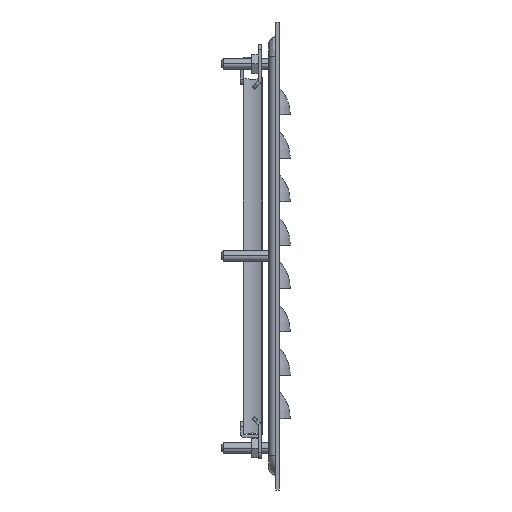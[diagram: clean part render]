
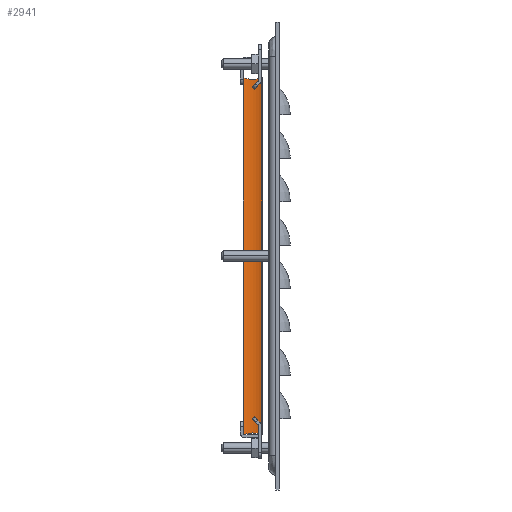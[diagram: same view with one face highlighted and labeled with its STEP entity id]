
A CAD part, left-side view. The second image highlights one B-rep face of the part: STEP entity #2941.
In plain terms, the highlighted cylindrical face has radius 11.906 mm (diameter 23.813 mm), a partial arc.
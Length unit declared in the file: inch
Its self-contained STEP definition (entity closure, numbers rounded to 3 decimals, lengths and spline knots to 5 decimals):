
#187 = FACE_OUTER_BOUND ( 'NONE', #19547, .T. ) ;
#232 = EDGE_CURVE ( 'NONE', #4413, #6350, #12191, .T. ) ;
#297 = CYLINDRICAL_SURFACE ( 'NONE', #14021, 0.46875 ) ;
#1073 =( BOUNDED_CURVE ( )  B_SPLINE_CURVE ( 3, ( #2218, #17382, #4089, #2433 ),
 .UNSPECIFIED., .F., .T. ) 
 B_SPLINE_CURVE_WITH_KNOTS ( ( 4, 4 ),
 ( 2.78189, 3.5013 ),
 .UNSPECIFIED. ) 
 CURVE ( )  GEOMETRIC_REPRESENTATION_ITEM ( )  RATIONAL_B_SPLINE_CURVE ( ( 1., 0.957, 0.957, 1. ) ) 
 REPRESENTATION_ITEM ( '' )  );
#2218 = CARTESIAN_POINT ( 'NONE',  ( -3., 0.332, 3.31 ) ) ;
#2433 = CARTESIAN_POINT ( 'NONE',  ( -3., 0.662, 3.31 ) ) ;
#2799 = ORIENTED_EDGE ( 'NONE', *, *, #17895, .F. ) ;
#2941 = ADVANCED_FACE ( 'NONE', ( #187 ), #297, .F. ) ;
#4089 = CARTESIAN_POINT ( 'NONE',  ( -2.95955, 0.55445, 3.26955 ) ) ;
#4239 = VECTOR ( 'NONE', #15396, 39.37008 ) ;
#4413 = VERTEX_POINT ( 'NONE', #12976 ) ;
#4828 = VECTOR ( 'NONE', #8112, 39.37008 ) ;
#6350 = VERTEX_POINT ( 'NONE', #15151 ) ;
#7108 = CARTESIAN_POINT ( 'NONE',  ( -2.95955, 0.43955, -3.27455 ) ) ;
#7688 = EDGE_CURVE ( 'NONE', #14288, #12952, #16804, .T. ) ;
#8112 = DIRECTION ( 'NONE',  ( 0., 0., -1. ) ) ;
#9290 = ORIENTED_EDGE ( 'NONE', *, *, #232, .T. ) ;
#9693 = CARTESIAN_POINT ( 'NONE',  ( -3., 0.332, 3.31 ) ) ;
#10810 = CARTESIAN_POINT ( 'NONE',  ( -3.43875, 0.497, -3.315 ) ) ;
#11294 = CARTESIAN_POINT ( 'NONE',  ( -3., 0.332, -3.315 ) ) ;
#11634 = CARTESIAN_POINT ( 'NONE',  ( -3., 0.332, -3.315 ) ) ;
#12191 = LINE ( 'NONE', #12298, #4239 ) ;
#12298 = CARTESIAN_POINT ( 'NONE',  ( -3., 0.662, -3.315 ) ) ;
#12952 = VERTEX_POINT ( 'NONE', #11294 ) ;
#12976 = CARTESIAN_POINT ( 'NONE',  ( -3., 0.662, 3.31 ) ) ;
#13812 = CARTESIAN_POINT ( 'NONE',  ( -3., 0.662, -3.315 ) ) ;
#14021 = AXIS2_PLACEMENT_3D ( 'NONE', #10810, #20544, #17191 ) ;
#14288 = VERTEX_POINT ( 'NONE', #9693 ) ;
#15151 = CARTESIAN_POINT ( 'NONE',  ( -3., 0.662, -3.315 ) ) ;
#15396 = DIRECTION ( 'NONE',  ( 0., 0., -1. ) ) ;
#16675 = CARTESIAN_POINT ( 'NONE',  ( -2.95955, 0.55445, -3.27455 ) ) ;
#16791 = CARTESIAN_POINT ( 'NONE',  ( -3., 0.332, -3.315 ) ) ;
#16804 = LINE ( 'NONE', #11634, #4828 ) ;
#17191 = DIRECTION ( 'NONE',  ( -1., 0., 0. ) ) ;
#17382 = CARTESIAN_POINT ( 'NONE',  ( -2.95955, 0.43955, 3.26955 ) ) ;
#17895 = EDGE_CURVE ( 'NONE', #12952, #6350, #19813, .T. ) ;
#19321 = EDGE_CURVE ( 'NONE', #14288, #4413, #1073, .T. ) ;
#19547 = EDGE_LOOP ( 'NONE', ( #2799, #19964, #19577, #9290 ) ) ;
#19577 = ORIENTED_EDGE ( 'NONE', *, *, #19321, .T. ) ;
#19813 =( BOUNDED_CURVE ( )  B_SPLINE_CURVE ( 3, ( #16791, #7108, #16675, #13812 ),
 .UNSPECIFIED., .F., .T. ) 
 B_SPLINE_CURVE_WITH_KNOTS ( ( 4, 4 ),
 ( 2.78189, 3.5013 ),
 .UNSPECIFIED. ) 
 CURVE ( )  GEOMETRIC_REPRESENTATION_ITEM ( )  RATIONAL_B_SPLINE_CURVE ( ( 1., 0.957, 0.957, 1. ) ) 
 REPRESENTATION_ITEM ( '' )  );
#19964 = ORIENTED_EDGE ( 'NONE', *, *, #7688, .F. ) ;
#20544 = DIRECTION ( 'NONE',  ( 0., 0., 1. ) ) ;
